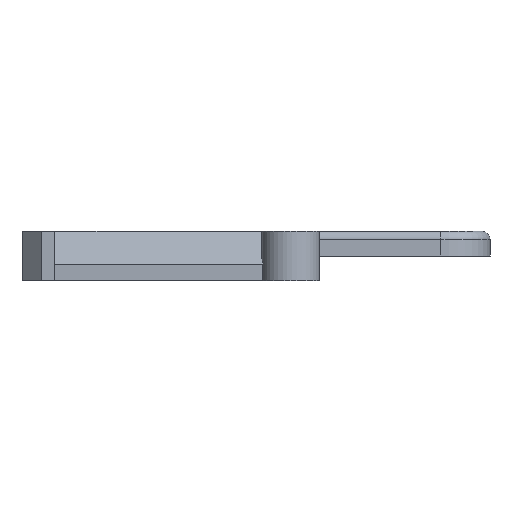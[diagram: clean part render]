
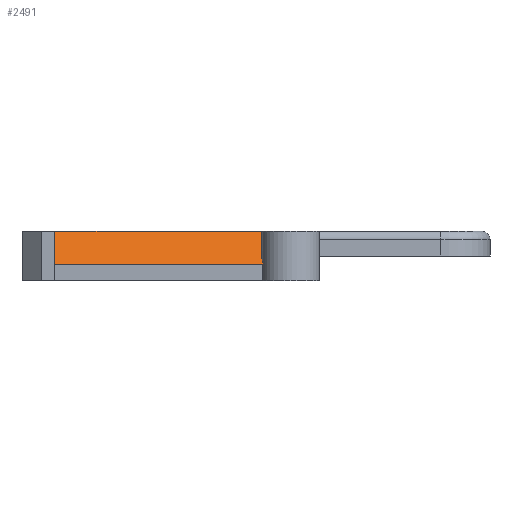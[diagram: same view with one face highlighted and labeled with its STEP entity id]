
A CAD part, front view. The second image highlights one B-rep face of the part: STEP entity #2491.
In plain terms, the highlighted planar face has unit normal (0, -0.707, 0.707).
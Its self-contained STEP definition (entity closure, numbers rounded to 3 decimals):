
#32 = PLANE('',#33);
#33 = AXIS2_PLACEMENT_3D('',#34,#35,#36);
#34 = CARTESIAN_POINT('',(5.077,15.022,23.));
#35 = DIRECTION('',(0.,0.,1.));
#36 = DIRECTION('',(0.,1.,0.));
#72 = PLANE('',#73);
#73 = AXIS2_PLACEMENT_3D('',#74,#75,#76);
#74 = CARTESIAN_POINT('',(-13.5,-10.,17.));
#75 = DIRECTION('',(1.,0.,0.));
#76 = DIRECTION('',(0.,0.,1.));
#85 = VERTEX_POINT('',#86);
#86 = CARTESIAN_POINT('',(-13.5,-2.5,23.));
#107 = EDGE_CURVE('',#85,#108,#110,.T.);
#108 = VERTEX_POINT('',#109);
#109 = CARTESIAN_POINT('',(13.397,-2.5,23.));
#110 = SURFACE_CURVE('',#111,(#115,#122),.PCURVE_S1.);
#111 = LINE('',#112,#113);
#112 = CARTESIAN_POINT('',(-13.5,-2.5,23.));
#113 = VECTOR('',#114,1.);
#114 = DIRECTION('',(1.,0.,0.));
#115 = PCURVE('',#32,#116);
#116 = DEFINITIONAL_REPRESENTATION('',(#117),#121);
#117 = LINE('',#118,#119);
#118 = CARTESIAN_POINT('',(-17.522,18.577));
#119 = VECTOR('',#120,1.);
#120 = DIRECTION('',(0.,-1.));
#121 = ( GEOMETRIC_REPRESENTATION_CONTEXT(2) 
PARAMETRIC_REPRESENTATION_CONTEXT() REPRESENTATION_CONTEXT('2D SPACE',''
  ) );
#122 = PCURVE('',#123,#128);
#123 = PLANE('',#124);
#124 = AXIS2_PLACEMENT_3D('',#125,#126,#127);
#125 = CARTESIAN_POINT('',(-13.5,-4.5,21.));
#126 = DIRECTION('',(0.,0.707,-0.707));
#127 = DIRECTION('',(1.,0.,0.));
#128 = DEFINITIONAL_REPRESENTATION('',(#129),#133);
#129 = LINE('',#130,#131);
#130 = CARTESIAN_POINT('',(0.,-2.828));
#131 = VECTOR('',#132,1.);
#132 = DIRECTION('',(1.,0.));
#133 = ( GEOMETRIC_REPRESENTATION_CONTEXT(2) 
PARAMETRIC_REPRESENTATION_CONTEXT() REPRESENTATION_CONTEXT('2D SPACE',''
  ) );
#156 = CYLINDRICAL_SURFACE('',#157,3.5);
#157 = AXIS2_PLACEMENT_3D('',#158,#159,#160);
#158 = CARTESIAN_POINT('',(15.2,-5.5,17.));
#159 = DIRECTION('',(0.,0.,1.));
#160 = DIRECTION('',(1.,0.,0.));
#2324 = VERTEX_POINT('',#2325);
#2325 = CARTESIAN_POINT('',(-13.5,-6.5,19.));
#2340 = PLANE('',#2341);
#2341 = AXIS2_PLACEMENT_3D('',#2342,#2343,#2344);
#2342 = CARTESIAN_POINT('',(-14.5,-6.5,17.));
#2343 = DIRECTION('',(0.,1.,0.));
#2344 = DIRECTION('',(0.,0.,1.));
#2351 = EDGE_CURVE('',#85,#2324,#2352,.T.);
#2352 = SURFACE_CURVE('',#2353,(#2357,#2364),.PCURVE_S1.);
#2353 = LINE('',#2354,#2355);
#2354 = CARTESIAN_POINT('',(-13.5,-6.875,18.625));
#2355 = VECTOR('',#2356,1.);
#2356 = DIRECTION('',(0.,-0.707,-0.707));
#2357 = PCURVE('',#72,#2358);
#2358 = DEFINITIONAL_REPRESENTATION('',(#2359),#2363);
#2359 = LINE('',#2360,#2361);
#2360 = CARTESIAN_POINT('',(1.625,-3.125));
#2361 = VECTOR('',#2362,1.);
#2362 = DIRECTION('',(-0.707,0.707));
#2363 = ( GEOMETRIC_REPRESENTATION_CONTEXT(2) 
PARAMETRIC_REPRESENTATION_CONTEXT() REPRESENTATION_CONTEXT('2D SPACE',''
  ) );
#2364 = PCURVE('',#123,#2365);
#2365 = DEFINITIONAL_REPRESENTATION('',(#2366),#2370);
#2366 = LINE('',#2367,#2368);
#2367 = CARTESIAN_POINT('',(0.,3.359));
#2368 = VECTOR('',#2369,1.);
#2369 = DIRECTION('',(0.,1.));
#2370 = ( GEOMETRIC_REPRESENTATION_CONTEXT(2) 
PARAMETRIC_REPRESENTATION_CONTEXT() REPRESENTATION_CONTEXT('2D SPACE',''
  ) );
#2491 = ADVANCED_FACE('',(#2492),#123,.F.);
#2492 = FACE_BOUND('',#2493,.F.);
#2493 = EDGE_LOOP('',(#2494,#2495,#2496,#2527));
#2494 = ORIENTED_EDGE('',*,*,#2351,.F.);
#2495 = ORIENTED_EDGE('',*,*,#107,.T.);
#2496 = ORIENTED_EDGE('',*,*,#2497,.T.);
#2497 = EDGE_CURVE('',#108,#2498,#2500,.T.);
#2498 = VERTEX_POINT('',#2499);
#2499 = CARTESIAN_POINT('',(11.846,-6.5,19.));
#2500 = SURFACE_CURVE('',#2501,(#2506,#2517),.PCURVE_S1.);
#2501 = ELLIPSE('',#2502,4.95,3.5);
#2502 = AXIS2_PLACEMENT_3D('',#2503,#2504,#2505);
#2503 = CARTESIAN_POINT('',(15.2,-5.5,20.));
#2504 = DIRECTION('',(0.,-0.707,0.707));
#2505 = DIRECTION('',(0.,0.707,0.707));
#2506 = PCURVE('',#123,#2507);
#2507 = DEFINITIONAL_REPRESENTATION('',(#2508),#2516);
#2508 = ( BOUNDED_CURVE() B_SPLINE_CURVE(2,(#2509,#2510,#2511,#2512,
#2513,#2514,#2515),.UNSPECIFIED.,.T.,.F.) B_SPLINE_CURVE_WITH_KNOTS((1,2
    ,2,2,2,1),(-2.094,0.,2.094,4.189,
6.283,8.378),.UNSPECIFIED.) CURVE() 
GEOMETRIC_REPRESENTATION_ITEM() RATIONAL_B_SPLINE_CURVE((1.,0.5,1.,0.5,
1.,0.5,1.)) REPRESENTATION_ITEM('') );
#2509 = CARTESIAN_POINT('',(28.7,-3.536));
#2510 = CARTESIAN_POINT('',(22.638,-3.536));
#2511 = CARTESIAN_POINT('',(25.669,3.889));
#2512 = CARTESIAN_POINT('',(28.7,11.314));
#2513 = CARTESIAN_POINT('',(31.731,3.889));
#2514 = CARTESIAN_POINT('',(34.762,-3.536));
#2515 = CARTESIAN_POINT('',(28.7,-3.536));
#2516 = ( GEOMETRIC_REPRESENTATION_CONTEXT(2) 
PARAMETRIC_REPRESENTATION_CONTEXT() REPRESENTATION_CONTEXT('2D SPACE',''
  ) );
#2517 = PCURVE('',#156,#2518);
#2518 = DEFINITIONAL_REPRESENTATION('',(#2519),#2526);
#2519 = B_SPLINE_CURVE_WITH_KNOTS('',5,(#2520,#2521,#2522,#2523,#2524,
    #2525),.UNSPECIFIED.,.F.,.F.,(6,6),(0.541,1.861),
  .PIECEWISE_BEZIER_KNOTS.);
#2520 = CARTESIAN_POINT('',(2.112,6.));
#2521 = CARTESIAN_POINT('',(2.376,5.524));
#2522 = CARTESIAN_POINT('',(2.64,4.788));
#2523 = CARTESIAN_POINT('',(2.904,3.857));
#2524 = CARTESIAN_POINT('',(3.167,2.885));
#2525 = CARTESIAN_POINT('',(3.431,2.));
#2526 = ( GEOMETRIC_REPRESENTATION_CONTEXT(2) 
PARAMETRIC_REPRESENTATION_CONTEXT() REPRESENTATION_CONTEXT('2D SPACE',''
  ) );
#2527 = ORIENTED_EDGE('',*,*,#2528,.F.);
#2528 = EDGE_CURVE('',#2324,#2498,#2529,.T.);
#2529 = SURFACE_CURVE('',#2530,(#2534,#2541),.PCURVE_S1.);
#2530 = LINE('',#2531,#2532);
#2531 = CARTESIAN_POINT('',(-13.5,-6.5,19.));
#2532 = VECTOR('',#2533,1.);
#2533 = DIRECTION('',(1.,0.,0.));
#2534 = PCURVE('',#123,#2535);
#2535 = DEFINITIONAL_REPRESENTATION('',(#2536),#2540);
#2536 = LINE('',#2537,#2538);
#2537 = CARTESIAN_POINT('',(0.,2.828));
#2538 = VECTOR('',#2539,1.);
#2539 = DIRECTION('',(1.,0.));
#2540 = ( GEOMETRIC_REPRESENTATION_CONTEXT(2) 
PARAMETRIC_REPRESENTATION_CONTEXT() REPRESENTATION_CONTEXT('2D SPACE',''
  ) );
#2541 = PCURVE('',#2340,#2542);
#2542 = DEFINITIONAL_REPRESENTATION('',(#2543),#2547);
#2543 = LINE('',#2544,#2545);
#2544 = CARTESIAN_POINT('',(2.,1.));
#2545 = VECTOR('',#2546,1.);
#2546 = DIRECTION('',(0.,1.));
#2547 = ( GEOMETRIC_REPRESENTATION_CONTEXT(2) 
PARAMETRIC_REPRESENTATION_CONTEXT() REPRESENTATION_CONTEXT('2D SPACE',''
  ) );
